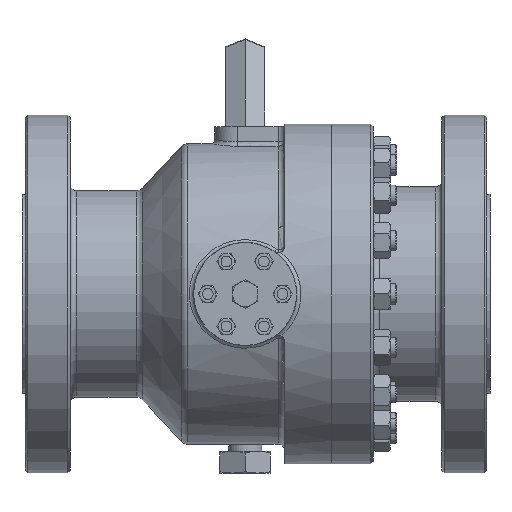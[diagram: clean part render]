
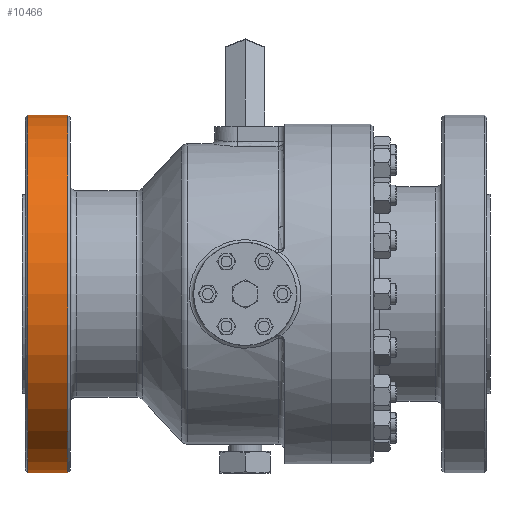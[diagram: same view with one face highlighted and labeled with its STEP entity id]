
A CAD part, front view. The second image highlights one B-rep face of the part: STEP entity #10466.
In plain terms, the highlighted cylindrical face has radius 82.55 mm (diameter 165.1 mm), a partial arc.
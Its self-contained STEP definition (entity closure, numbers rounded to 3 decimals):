
#247 = VERTEX_POINT ( 'NONE', #9917 ) ;
#1981 = DIRECTION ( 'NONE',  ( 1., 0., 0. ) ) ;
#2078 = VERTEX_POINT ( 'NONE', #10019 ) ;
#2894 = DIRECTION ( 'NONE',  ( 1., 0., 0. ) ) ;
#3234 = LINE ( 'NONE', #16956, #4432 ) ;
#4222 = LINE ( 'NONE', #6514, #16938 ) ;
#4432 = VECTOR ( 'NONE', #19122, 1000. ) ;
#5759 = EDGE_CURVE ( 'NONE', #16413, #247, #3234, .T. ) ;
#5863 = DIRECTION ( 'NONE',  ( 0., 0., 1. ) ) ;
#6318 = AXIS2_PLACEMENT_3D ( 'NONE', #16478, #2894, #22516 ) ;
#6514 = CARTESIAN_POINT ( 'NONE',  ( -101.4, 0., 82.55 ) ) ;
#6892 = ORIENTED_EDGE ( 'NONE', *, *, #8477, .T. ) ;
#7703 = ORIENTED_EDGE ( 'NONE', *, *, #19884, .T. ) ;
#8477 = EDGE_CURVE ( 'NONE', #247, #2078, #12336, .T. ) ;
#8748 = ORIENTED_EDGE ( 'NONE', *, *, #5759, .T. ) ;
#8798 = CIRCLE ( 'NONE', #6318, 82.55 ) ;
#9863 = AXIS2_PLACEMENT_3D ( 'NONE', #17431, #19219, #5863 ) ;
#9917 = CARTESIAN_POINT ( 'NONE',  ( -81.8, 0., -82.55 ) ) ;
#10019 = CARTESIAN_POINT ( 'NONE',  ( -81.8, 0., 82.55 ) ) ;
#10466 = ADVANCED_FACE ( 'NONE', ( #25314 ), #23391, .T. ) ;
#11582 = CARTESIAN_POINT ( 'NONE',  ( -101.4, 0., 0. ) ) ;
#12336 = CIRCLE ( 'NONE', #9863, 82.55 ) ;
#12676 = EDGE_LOOP ( 'NONE', ( #15560, #7703, #8748, #6892 ) ) ;
#15560 = ORIENTED_EDGE ( 'NONE', *, *, #17017, .F. ) ;
#16413 = VERTEX_POINT ( 'NONE', #16624 ) ;
#16478 = CARTESIAN_POINT ( 'NONE',  ( -100.4, 0., 0. ) ) ;
#16624 = CARTESIAN_POINT ( 'NONE',  ( -100.4, 0., -82.55 ) ) ;
#16938 = VECTOR ( 'NONE', #22175, 1000. ) ;
#16956 = CARTESIAN_POINT ( 'NONE',  ( -101.4, 0., -82.55 ) ) ;
#17017 = EDGE_CURVE ( 'NONE', #20441, #2078, #4222, .T. ) ;
#17431 = CARTESIAN_POINT ( 'NONE',  ( -81.8, 0., 0. ) ) ;
#19047 = AXIS2_PLACEMENT_3D ( 'NONE', #11582, #1981, #19401 ) ;
#19122 = DIRECTION ( 'NONE',  ( 1., 0., 0. ) ) ;
#19219 = DIRECTION ( 'NONE',  ( -1., 0., 0. ) ) ;
#19401 = DIRECTION ( 'NONE',  ( 0., 0., -1. ) ) ;
#19884 = EDGE_CURVE ( 'NONE', #20441, #16413, #8798, .T. ) ;
#20441 = VERTEX_POINT ( 'NONE', #20954 ) ;
#20954 = CARTESIAN_POINT ( 'NONE',  ( -100.4, 0., 82.55 ) ) ;
#22175 = DIRECTION ( 'NONE',  ( 1., 0., 0. ) ) ;
#22516 = DIRECTION ( 'NONE',  ( 0., 0., 1. ) ) ;
#23391 = CYLINDRICAL_SURFACE ( 'NONE', #19047, 82.55 ) ;
#25314 = FACE_OUTER_BOUND ( 'NONE', #12676, .T. ) ;
